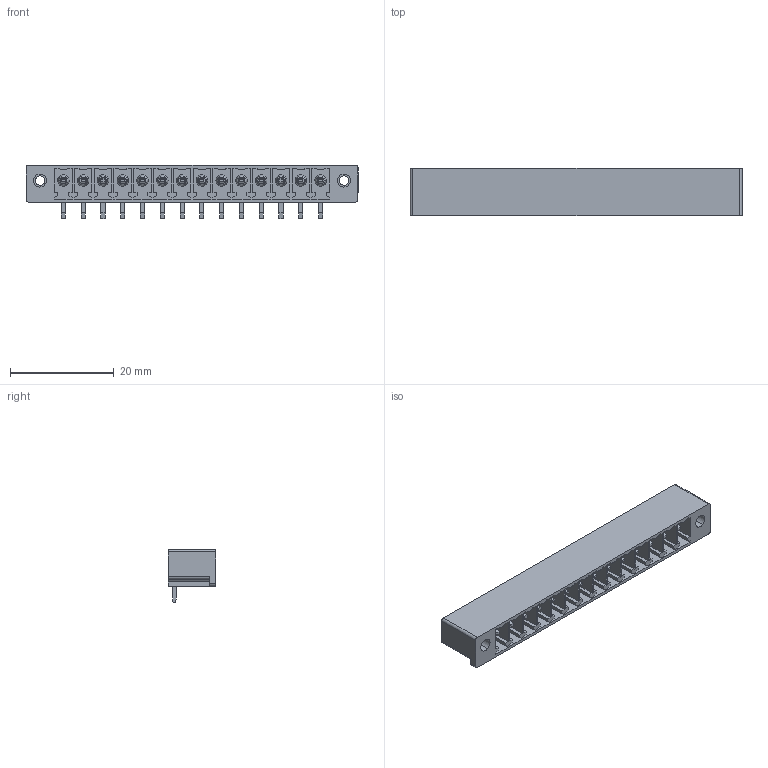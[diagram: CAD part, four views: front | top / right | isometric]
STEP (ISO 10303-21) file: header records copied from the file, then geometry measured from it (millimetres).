
FILE_DESCRIPTION(('CATIA V5 STEP Exchange','CAx-IF Rec.Pracs.--- Model Styling and Organization---1.2---2011-12-15'),'2;1');
FILE_NAME ('D1447447_0', '2018-10-12T04:36:55+00:00', ('none'), ('Weidmueller'), 'CATIA Version 5-6 Release 2014', 'CATIA V5 STEP AP214', 'none');
FILE_SCHEMA(('AUTOMOTIVE_DESIGN { 1 0 10303 214 1 1 1 1 }'));
Length unit declared in the file: millimetre
Products named in the file (1): 1038180000
Bounding box: 63.93 x 9.2 x 10.3 mm (x, y, z)
Volume: 1966.8 mm3; surface area: 5545.2 mm2
Topology: 15 solids, 15 shells, 920 faces, 2548 edges, 1688 vertices
Faces by surface type: plane 802, cylinder 58, cone 32, torus 28
Entity records: 26790 total; most frequent: ORIENTED_EDGE 5096, CARTESIAN_POINT 4760, DIRECTION 3594, EDGE_CURVE 2548, VECTOR 2316, LINE 2316, VERTEX_POINT 1688, EDGE_LOOP 982
